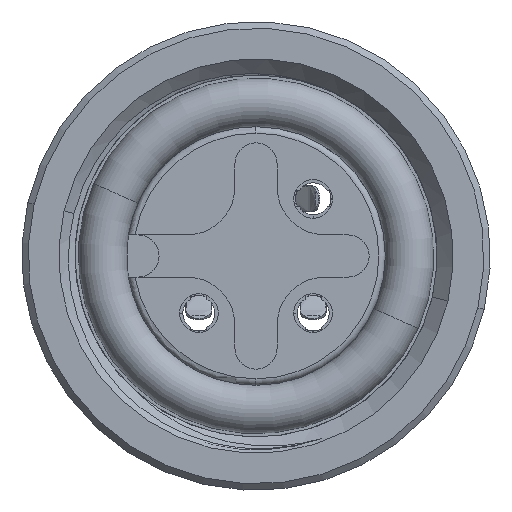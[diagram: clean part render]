
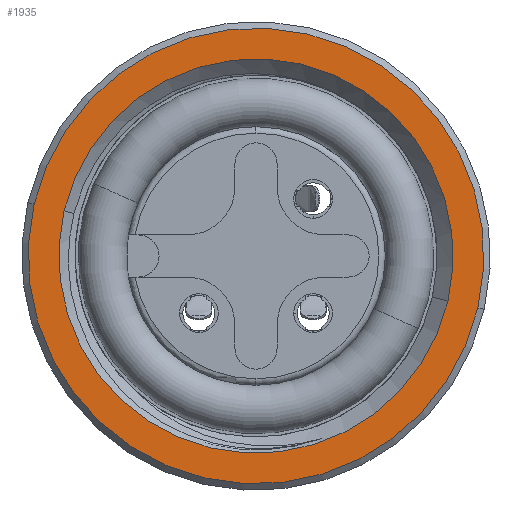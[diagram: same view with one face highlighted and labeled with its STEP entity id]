
A CAD part, left-side view. The second image highlights one B-rep face of the part: STEP entity #1935.
In plain terms, the highlighted face is planar.
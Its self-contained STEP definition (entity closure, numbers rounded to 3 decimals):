
#712 = CIRCLE ( 'NONE', #1237, 7.05 ) ;
#765 = ORIENTED_EDGE ( 'NONE', *, *, #2747, .T. ) ;
#917 = AXIS2_PLACEMENT_3D ( 'NONE', #4099, #6115, #7357 ) ;
#1153 = CARTESIAN_POINT ( 'NONE',  ( 11., 0., 7.05 ) ) ;
#1237 = AXIS2_PLACEMENT_3D ( 'NONE', #3576, #4237, #3628 ) ;
#1305 = CIRCLE ( 'NONE', #1519, 7.05 ) ;
#1519 = AXIS2_PLACEMENT_3D ( 'NONE', #3008, #6230, #2410 ) ;
#1597 = DIRECTION ( 'NONE',  ( -1., 0., 0. ) ) ;
#1604 = EDGE_CURVE ( 'NONE', #2428, #2520, #4078, .T. ) ;
#1715 = EDGE_CURVE ( 'NONE', #5140, #3713, #712, .T. ) ;
#1926 = DIRECTION ( 'NONE',  ( -1., 0., 0. ) ) ;
#1935 = ADVANCED_FACE ( 'NONE', ( #2789, #2499 ), #6925, .F. ) ;
#2410 = DIRECTION ( 'NONE',  ( 0., 0., 1. ) ) ;
#2428 = VERTEX_POINT ( 'NONE', #4856 ) ;
#2499 = FACE_BOUND ( 'NONE', #7318, .T. ) ;
#2520 = VERTEX_POINT ( 'NONE', #2586 ) ;
#2586 = CARTESIAN_POINT ( 'NONE',  ( 11., 0., -6.1 ) ) ;
#2747 = EDGE_CURVE ( 'NONE', #3713, #5140, #1305, .T. ) ;
#2789 = FACE_OUTER_BOUND ( 'NONE', #3240, .T. ) ;
#3008 = CARTESIAN_POINT ( 'NONE',  ( 11., 0., 0. ) ) ;
#3222 = EDGE_CURVE ( 'NONE', #2520, #2428, #4068, .T. ) ;
#3240 = EDGE_LOOP ( 'NONE', ( #765, #7381 ) ) ;
#3432 = ORIENTED_EDGE ( 'NONE', *, *, #3222, .T. ) ;
#3446 = CARTESIAN_POINT ( 'NONE',  ( 11., 0., 0. ) ) ;
#3576 = CARTESIAN_POINT ( 'NONE',  ( 11., 0., 0. ) ) ;
#3628 = DIRECTION ( 'NONE',  ( 0., 0., 1. ) ) ;
#3713 = VERTEX_POINT ( 'NONE', #1153 ) ;
#4068 = CIRCLE ( 'NONE', #917, 6.1 ) ;
#4078 = CIRCLE ( 'NONE', #6731, 6.1 ) ;
#4099 = CARTESIAN_POINT ( 'NONE',  ( 11., 0., 0. ) ) ;
#4237 = DIRECTION ( 'NONE',  ( 1., 0., 0. ) ) ;
#4856 = CARTESIAN_POINT ( 'NONE',  ( 11., 0., 6.1 ) ) ;
#5140 = VERTEX_POINT ( 'NONE', #5403 ) ;
#5403 = CARTESIAN_POINT ( 'NONE',  ( 11., 0., -7.05 ) ) ;
#6115 = DIRECTION ( 'NONE',  ( -1., 0., 0. ) ) ;
#6230 = DIRECTION ( 'NONE',  ( 1., 0., 0. ) ) ;
#6731 = AXIS2_PLACEMENT_3D ( 'NONE', #3446, #1597, #7316 ) ;
#6925 = PLANE ( 'NONE',  #6951 ) ;
#6951 = AXIS2_PLACEMENT_3D ( 'NONE', #7564, #1926, #7069 ) ;
#7069 = DIRECTION ( 'NONE',  ( 0., 0., 1. ) ) ;
#7316 = DIRECTION ( 'NONE',  ( 0., 0., 1. ) ) ;
#7318 = EDGE_LOOP ( 'NONE', ( #3432, #7600 ) ) ;
#7357 = DIRECTION ( 'NONE',  ( 0., 0., 1. ) ) ;
#7381 = ORIENTED_EDGE ( 'NONE', *, *, #1715, .T. ) ;
#7564 = CARTESIAN_POINT ( 'NONE',  ( 11., 7.25, 0. ) ) ;
#7600 = ORIENTED_EDGE ( 'NONE', *, *, #1604, .T. ) ;
